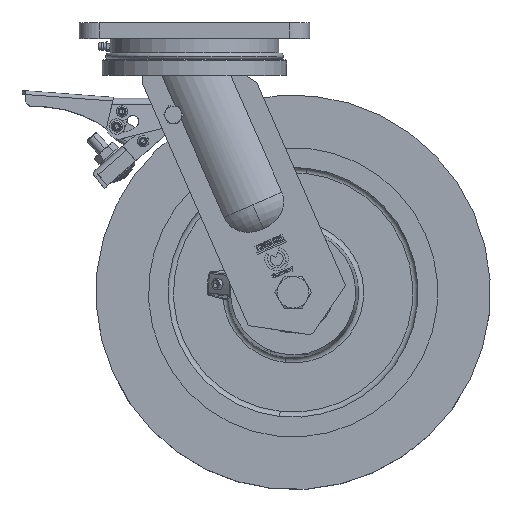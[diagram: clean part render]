
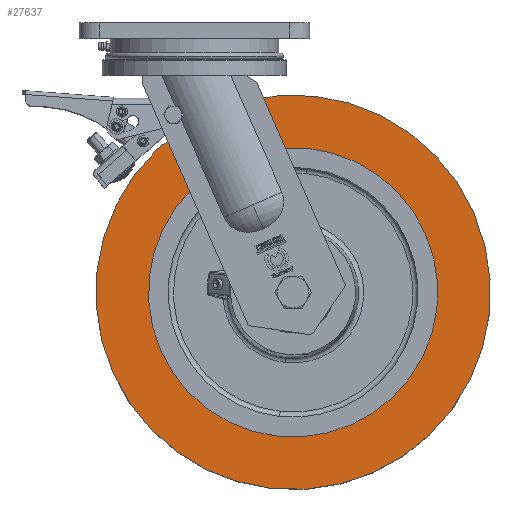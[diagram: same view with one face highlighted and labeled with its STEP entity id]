
A CAD part, top view. The second image highlights one B-rep face of the part: STEP entity #27637.
In plain terms, the highlighted planar face has unit normal (0, 0, 1).
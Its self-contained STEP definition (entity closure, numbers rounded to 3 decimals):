
#696 = AXIS2_PLACEMENT_3D ( 'NONE', #12946, #13108, #22967 ) ;
#1602 = DIRECTION ( 'NONE',  ( 0., 0., -1. ) ) ;
#2037 = AXIS2_PLACEMENT_3D ( 'NONE', #16610, #26630, #21874 ) ;
#2077 = AXIS2_PLACEMENT_3D ( 'NONE', #31972, #27243, #9108 ) ;
#2232 = CIRCLE ( 'NONE', #5864, 150. ) ;
#4634 = CIRCLE ( 'NONE', #6734, 110. ) ;
#5435 = ORIENTED_EDGE ( 'NONE', *, *, #32127, .F. ) ;
#5864 = AXIS2_PLACEMENT_3D ( 'NONE', #21699, #31680, #24296 ) ;
#6734 = AXIS2_PLACEMENT_3D ( 'NONE', #26903, #1602, #31495 ) ;
#7187 = CARTESIAN_POINT ( 'NONE',  ( 91.337, -55.892, 40. ) ) ;
#7343 = VERTEX_POINT ( 'NONE', #20242 ) ;
#7628 = ORIENTED_EDGE ( 'NONE', *, *, #13661, .T. ) ;
#9108 = DIRECTION ( 'NONE',  ( -0.109, -0.994, 0. ) ) ;
#10674 = CARTESIAN_POINT ( 'NONE',  ( 86.98, -95.654, 40. ) ) ;
#12301 = FACE_OUTER_BOUND ( 'NONE', #24284, .T. ) ;
#12946 = CARTESIAN_POINT ( 'NONE',  ( -34.346, -193.02, 40. ) ) ;
#13108 = DIRECTION ( 'NONE',  ( 0., 0., -1. ) ) ;
#13661 = EDGE_CURVE ( 'NONE', #18755, #7343, #19888, .T. ) ;
#14009 = EDGE_CURVE ( 'NONE', #7343, #18755, #4634, .T. ) ;
#15788 = EDGE_LOOP ( 'NONE', ( #17931, #7628 ) ) ;
#16610 = CARTESIAN_POINT ( 'NONE',  ( 75., -205., 40. ) ) ;
#17931 = ORIENTED_EDGE ( 'NONE', *, *, #14009, .T. ) ;
#18755 = VERTEX_POINT ( 'NONE', #10674 ) ;
#19875 = PLANE ( 'NONE',  #696 ) ;
#19888 = CIRCLE ( 'NONE', #2037, 110. ) ;
#20242 = CARTESIAN_POINT ( 'NONE',  ( 63.02, -314.346, 40. ) ) ;
#20574 = VERTEX_POINT ( 'NONE', #7187 ) ;
#21699 = CARTESIAN_POINT ( 'NONE',  ( 75., -205., 40. ) ) ;
#21874 = DIRECTION ( 'NONE',  ( -0.109, -0.994, 0. ) ) ;
#22878 = VERTEX_POINT ( 'NONE', #27893 ) ;
#22967 = DIRECTION ( 'NONE',  ( -0.109, -0.994, 0. ) ) ;
#23563 = CIRCLE ( 'NONE', #2077, 150. ) ;
#24284 = EDGE_LOOP ( 'NONE', ( #5435, #30439 ) ) ;
#24296 = DIRECTION ( 'NONE',  ( -0.109, -0.994, 0. ) ) ;
#26034 = EDGE_CURVE ( 'NONE', #20574, #22878, #2232, .T. ) ;
#26630 = DIRECTION ( 'NONE',  ( 0., 0., -1. ) ) ;
#26903 = CARTESIAN_POINT ( 'NONE',  ( 75., -205., 40. ) ) ;
#27243 = DIRECTION ( 'NONE',  ( 0., 0., -1. ) ) ;
#27637 = ADVANCED_FACE ( 'NONE', ( #12301, #29384 ), #19875, .F. ) ;
#27893 = CARTESIAN_POINT ( 'NONE',  ( 58.663, -354.108, 40. ) ) ;
#29384 = FACE_BOUND ( 'NONE', #15788, .T. ) ;
#30439 = ORIENTED_EDGE ( 'NONE', *, *, #26034, .F. ) ;
#31495 = DIRECTION ( 'NONE',  ( -0.109, -0.994, 0. ) ) ;
#31680 = DIRECTION ( 'NONE',  ( 0., 0., -1. ) ) ;
#31972 = CARTESIAN_POINT ( 'NONE',  ( 75., -205., 40. ) ) ;
#32127 = EDGE_CURVE ( 'NONE', #22878, #20574, #23563, .T. ) ;
